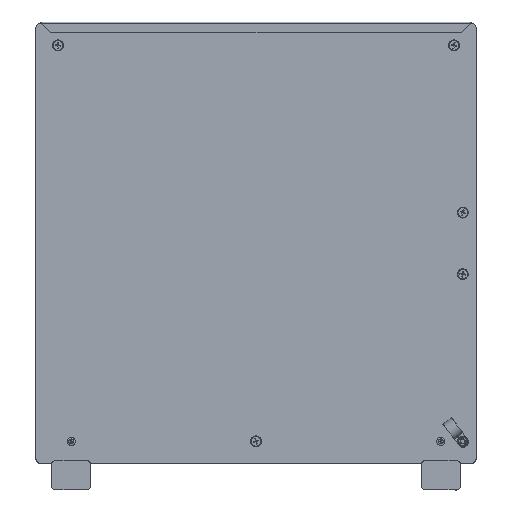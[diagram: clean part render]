
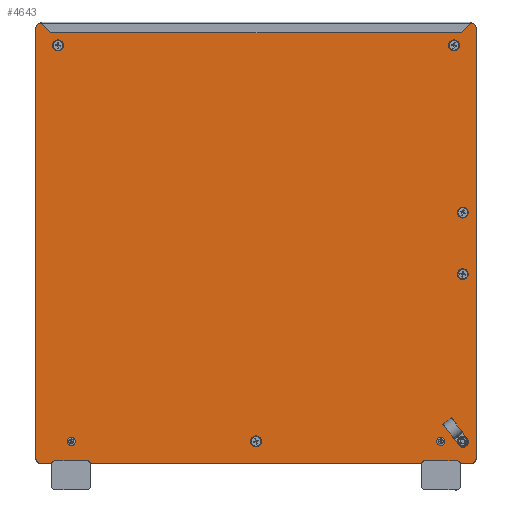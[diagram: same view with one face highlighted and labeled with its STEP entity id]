
A CAD part, top view. The second image highlights one B-rep face of the part: STEP entity #4643.
In plain terms, the highlighted planar face has unit normal (0, 0, 1).
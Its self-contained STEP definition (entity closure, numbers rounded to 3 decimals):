
#4643=ADVANCED_FACE('',(#5350,#5352,#5354,#5356,#5358,#5360,#5362,#5364,#5366),#5368,
.T.);
#5350=FACE_BOUND('',#5351,.T.);
#5351=EDGE_LOOP('',(#8552));
#5352=FACE_BOUND('',#5353,.T.);
#5353=EDGE_LOOP('',(#8553));
#5354=FACE_BOUND('',#5355,.T.);
#5355=EDGE_LOOP('',(#8554));
#5356=FACE_BOUND('',#5357,.T.);
#5357=EDGE_LOOP('',(#8555));
#5358=FACE_BOUND('',#5359,.T.);
#5359=EDGE_LOOP('',(#8556));
#5360=FACE_BOUND('',#5361,.T.);
#5361=EDGE_LOOP('',(#8557));
#5362=FACE_BOUND('',#5363,.T.);
#5363=EDGE_LOOP('',(#8558));
#5364=FACE_BOUND('',#5365,.T.);
#5365=EDGE_LOOP('',(#8559));
#5366=FACE_OUTER_BOUND('',#5367,.T.);
#5367=EDGE_LOOP('',(#8560,#8561,#8562,#8563,#8564,#8565,#8566,#8567));
#5368=PLANE('',#5369);
#5369=AXIS2_PLACEMENT_3D('',#5370,#5371,#5372);
#5370=CARTESIAN_POINT('',(0.,0.,5.5));
#5371=DIRECTION('',(0.,0.,1.));
#5372=DIRECTION('',(1.,0.,0.));
#8552=ORIENTED_EDGE('',*,*,#10600,.T.);
#8553=ORIENTED_EDGE('',*,*,#10601,.T.);
#8554=ORIENTED_EDGE('',*,*,#10602,.T.);
#8555=ORIENTED_EDGE('',*,*,#10603,.T.);
#8556=ORIENTED_EDGE('',*,*,#10604,.T.);
#8557=ORIENTED_EDGE('',*,*,#10605,.T.);
#8558=ORIENTED_EDGE('',*,*,#10606,.T.);
#8559=ORIENTED_EDGE('',*,*,#10607,.T.);
#8560=ORIENTED_EDGE('',*,*,#10608,.T.);
#8561=ORIENTED_EDGE('',*,*,#10609,.T.);
#8562=ORIENTED_EDGE('',*,*,#10610,.T.);
#8563=ORIENTED_EDGE('',*,*,#10611,.T.);
#8564=ORIENTED_EDGE('',*,*,#10612,.T.);
#8565=ORIENTED_EDGE('',*,*,#10613,.T.);
#8566=ORIENTED_EDGE('',*,*,#10614,.T.);
#8567=ORIENTED_EDGE('',*,*,#10615,.T.);
#10600=EDGE_CURVE('',#11566,#11566,#11567,.F.);
#10601=EDGE_CURVE('',#11568,#11568,#11569,.F.);
#10602=EDGE_CURVE('',#11570,#11570,#11571,.F.);
#10603=EDGE_CURVE('',#11572,#11572,#11573,.F.);
#10604=EDGE_CURVE('',#11574,#11574,#11575,.F.);
#10605=EDGE_CURVE('',#11576,#11576,#11577,.F.);
#10606=EDGE_CURVE('',#11578,#11578,#11579,.F.);
#10607=EDGE_CURVE('',#11580,#11580,#11581,.F.);
#10608=EDGE_CURVE('',#11582,#11583,#11584,.T.);
#10609=EDGE_CURVE('',#11583,#11585,#11586,.T.);
#10610=EDGE_CURVE('',#11585,#11587,#11588,.T.);
#10611=EDGE_CURVE('',#11587,#11589,#11590,.T.);
#10612=EDGE_CURVE('',#11589,#11591,#11592,.T.);
#10613=EDGE_CURVE('',#11591,#11593,#11594,.T.);
#10614=EDGE_CURVE('',#11593,#11595,#11596,.T.);
#10615=EDGE_CURVE('',#11595,#11582,#11597,.T.);
#11566=VERTEX_POINT('',#13150);
#11567=CIRCLE('',#13151,6.2);
#11568=VERTEX_POINT('',#13155);
#11569=CIRCLE('',#13156,6.2);
#11570=VERTEX_POINT('',#13160);
#11571=CIRCLE('',#13161,3.2);
#11572=VERTEX_POINT('',#13165);
#11573=CIRCLE('',#13166,2.5);
#11574=VERTEX_POINT('',#13170);
#11575=CIRCLE('',#13171,2.5);
#11576=VERTEX_POINT('',#13175);
#11577=CIRCLE('',#13176,6.2);
#11578=VERTEX_POINT('',#13180);
#11579=CIRCLE('',#13181,6.2);
#11580=VERTEX_POINT('',#13185);
#11581=CIRCLE('',#13186,6.2);
#11582=VERTEX_POINT('',#13190);
#11583=VERTEX_POINT('',#13191);
#11584=LINE('',#13192,#13193);
#11585=VERTEX_POINT('',#13195);
#11586=CIRCLE('',#13196,5.);
#11587=VERTEX_POINT('',#13200);
#11588=LINE('',#13201,#13202);
#11589=VERTEX_POINT('',#13204);
#11590=CIRCLE('',#13205,5.);
#11591=VERTEX_POINT('',#13209);
#11592=LINE('',#13210,#13211);
#11593=VERTEX_POINT('',#13213);
#11594=CIRCLE('',#13214,5.);
#11595=VERTEX_POINT('',#13218);
#11596=LINE('',#13219,#13220);
#11597=CIRCLE('',#13222,5.);
#13150=CARTESIAN_POINT('',(-218.8,225.,5.5));
#13151=AXIS2_PLACEMENT_3D('',#13152,#13153,#13154);
#13152=CARTESIAN_POINT('',(-225.,225.,5.5));
#13153=DIRECTION('',(0.,0.,1.));
#13154=DIRECTION('',(1.,0.,0.));
#13155=CARTESIAN_POINT('',(241.2,35.,5.5));
#13156=AXIS2_PLACEMENT_3D('',#13157,#13158,#13159);
#13157=CARTESIAN_POINT('',(235.,35.,5.5));
#13158=DIRECTION('',(0.,0.,1.));
#13159=DIRECTION('',(1.,0.,0.));
#13160=CARTESIAN_POINT('',(238.2,-225.,5.5));
#13161=AXIS2_PLACEMENT_3D('',#13162,#13163,#13164);
#13162=CARTESIAN_POINT('',(235.,-225.,5.5));
#13163=DIRECTION('',(0.,0.,1.));
#13164=DIRECTION('',(1.,0.,0.));
#13165=CARTESIAN_POINT('',(-207.5,-225.,5.5));
#13166=AXIS2_PLACEMENT_3D('',#13167,#13168,#13169);
#13167=CARTESIAN_POINT('',(-210.,-225.,5.5));
#13168=DIRECTION('',(0.,0.,1.));
#13169=DIRECTION('',(1.,0.,0.));
#13170=CARTESIAN_POINT('',(212.5,-225.,5.5));
#13171=AXIS2_PLACEMENT_3D('',#13172,#13173,#13174);
#13172=CARTESIAN_POINT('',(210.,-225.,5.5));
#13173=DIRECTION('',(0.,0.,1.));
#13174=DIRECTION('',(1.,0.,0.));
#13175=CARTESIAN_POINT('',(241.2,-35.,5.5));
#13176=AXIS2_PLACEMENT_3D('',#13177,#13178,#13179);
#13177=CARTESIAN_POINT('',(235.,-35.,5.5));
#13178=DIRECTION('',(0.,0.,1.));
#13179=DIRECTION('',(1.,0.,0.));
#13180=CARTESIAN_POINT('',(6.2,-225.,5.5));
#13181=AXIS2_PLACEMENT_3D('',#13182,#13183,#13184);
#13182=CARTESIAN_POINT('',(0.,-225.,5.5));
#13183=DIRECTION('',(0.,0.,1.));
#13184=DIRECTION('',(1.,0.,0.));
#13185=CARTESIAN_POINT('',(231.2,225.,5.5));
#13186=AXIS2_PLACEMENT_3D('',#13187,#13188,#13189);
#13187=CARTESIAN_POINT('',(225.,225.,5.5));
#13188=DIRECTION('',(0.,0.,1.));
#13189=DIRECTION('',(1.,0.,0.));
#13190=CARTESIAN_POINT('',(245.,250.,5.5));
#13191=CARTESIAN_POINT('',(-245.,250.,5.5));
#13192=CARTESIAN_POINT('',(245.,250.,5.5));
#13193=VECTOR('',#13194,1.);
#13194=DIRECTION('',(-1.,0.,0.));
#13195=CARTESIAN_POINT('',(-250.,245.,5.5));
#13196=AXIS2_PLACEMENT_3D('',#13197,#13198,#13199);
#13197=CARTESIAN_POINT('',(-245.,245.,5.5));
#13198=DIRECTION('',(0.,0.,1.));
#13199=DIRECTION('',(0.,1.,0.));
#13200=CARTESIAN_POINT('',(-250.,-245.,5.5));
#13201=CARTESIAN_POINT('',(-250.,245.,5.5));
#13202=VECTOR('',#13203,1.);
#13203=DIRECTION('',(0.,-1.,0.));
#13204=CARTESIAN_POINT('',(-245.,-250.,5.5));
#13205=AXIS2_PLACEMENT_3D('',#13206,#13207,#13208);
#13206=CARTESIAN_POINT('',(-245.,-245.,5.5));
#13207=DIRECTION('',(0.,0.,1.));
#13208=DIRECTION('',(-1.,0.,0.));
#13209=CARTESIAN_POINT('',(245.,-250.,5.5));
#13210=CARTESIAN_POINT('',(-245.,-250.,5.5));
#13211=VECTOR('',#13212,1.);
#13212=DIRECTION('',(1.,0.,0.));
#13213=CARTESIAN_POINT('',(250.,-245.,5.5));
#13214=AXIS2_PLACEMENT_3D('',#13215,#13216,#13217);
#13215=CARTESIAN_POINT('',(245.,-245.,5.5));
#13216=DIRECTION('',(0.,0.,1.));
#13217=DIRECTION('',(0.,-1.,0.));
#13218=CARTESIAN_POINT('',(250.,245.,5.5));
#13219=CARTESIAN_POINT('',(250.,-245.,5.5));
#13220=VECTOR('',#13221,1.);
#13221=DIRECTION('',(0.,1.,0.));
#13222=AXIS2_PLACEMENT_3D('',#13223,#13224,#13225);
#13223=CARTESIAN_POINT('',(245.,245.,5.5));
#13224=DIRECTION('',(0.,0.,1.));
#13225=DIRECTION('',(1.,0.,0.));
